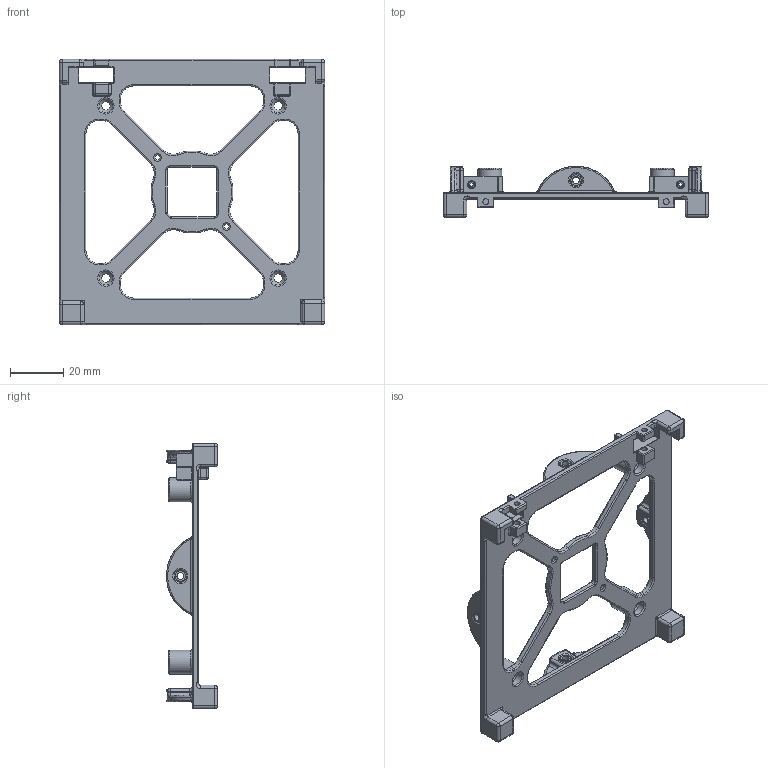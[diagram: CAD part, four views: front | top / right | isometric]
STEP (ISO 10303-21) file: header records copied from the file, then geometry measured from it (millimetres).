
FILE_DESCRIPTION(/* description */ (''),/* implementation_level */ '2;1');
FILE_NAME(/* name */ 'Upper_Panel.step',/* time_stamp */ '2024-08-21T21:45:59+09:00',/* author */ (''),/* organization */ (''),/* preprocessor_version */ 'ST-DEVELOPER v20',/* originating_system */ 'Autodesk Translation Framework v13.14.0.145',/* authorisation */ '');
FILE_SCHEMA (('AUTOMOTIVE_DESIGN { 1 0 10303 214 3 1 1 }'));
Length unit declared in the file: millimetre
Products named in the file (3): Upper_Panel; インサートナットM3×5mm; インサートナットM1.6×3mm
Assembly tree (6 placements, depth 2):
  Upper_Panel
    インサートナットM3×5mm  x4
    インサートナットM1.6×3mm  x2
Bounding box: 100 x 19.2 x 100 mm (x, y, z)
Volume: 19628.4 mm3; surface area: 18782.4 mm2
Topology: 7 solids, 7 shells, 817 faces, 1830 edges, 1036 vertices
Faces by surface type: cylinder 366, torus 183, plane 162, bspline 53, sphere 49, cone 4
Full cylindrical faces by diameter (mm): 1.271 x2, 2 x2, 2.2 x4, 2.5 x6, 2.529 x4, 2.8 x6, 3.2 x4, 4 x12, 4.76 x12, 5.2 x4, 6.5 x4, 9 x4
Entity records: 23074 total; most frequent: CARTESIAN_POINT 5434, DIRECTION 4039, ORIENTED_EDGE 3472, EDGE_CURVE 1736, AXIS2_PLACEMENT_3D 1685, VERTEX_POINT 988, CIRCLE 932, EDGE_LOOP 831
